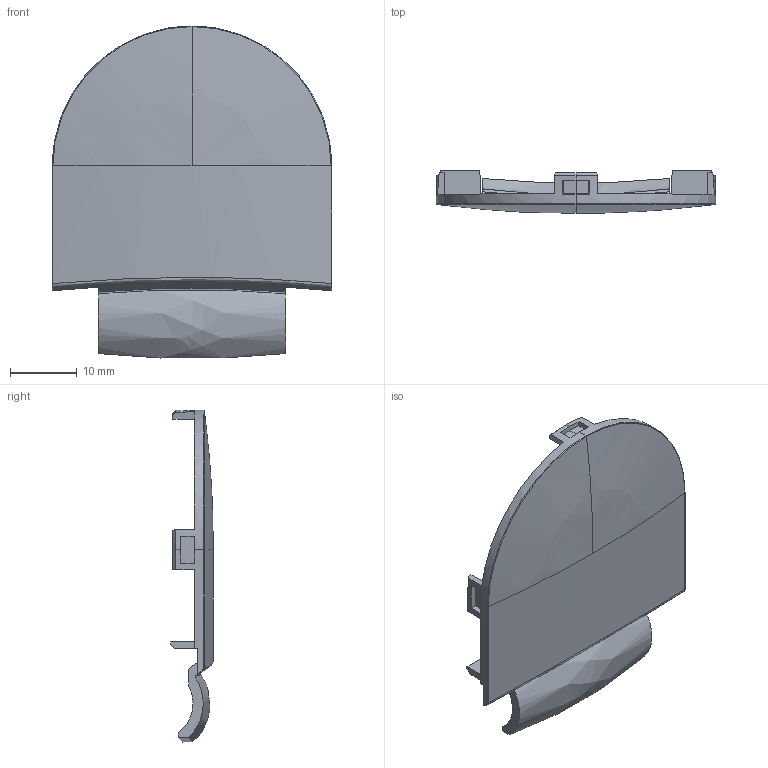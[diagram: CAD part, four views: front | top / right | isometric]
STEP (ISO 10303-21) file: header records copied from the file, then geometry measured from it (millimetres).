
FILE_DESCRIPTION (( 'STEP AP214' ), '1' );
FILE_NAME ('2.STEP', '2022-12-12T11:29:03', ( '' ), ( '' ), 'SwSTEP 2.0', 'SolidWorks 2020', '' );
FILE_SCHEMA (( 'AUTOMOTIVE_DESIGN' ));
Length unit declared in the file: millimetre
Products named in the file (1): 2
Bounding box: 41.8 x 6.4 x 49.67 mm (x, y, z)
Volume: 2720.8 mm3; surface area: 4111.8 mm2
Topology: 1 solids, 1 shells, 93 faces, 254 edges, 161 vertices
Faces by surface type: plane 55, bspline 13, cylinder 11, cone 8, sphere 4, torus 2
Entity records: 3380 total; most frequent: CARTESIAN_POINT 1184, ORIENTED_EDGE 500, DIRECTION 386, EDGE_CURVE 250, VERTEX_POINT 161, VECTOR 140, LINE 140, AXIS2_PLACEMENT_3D 123
